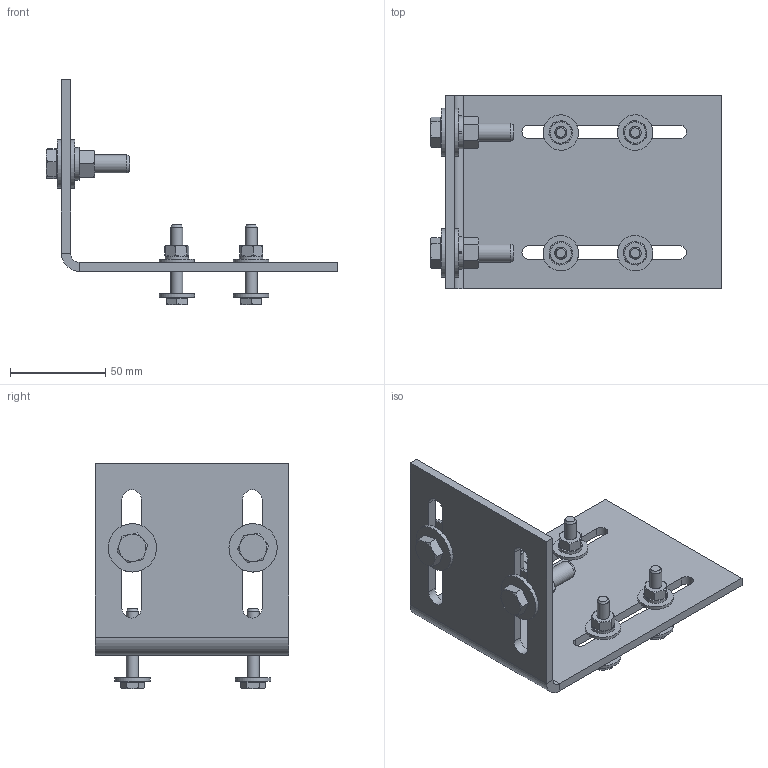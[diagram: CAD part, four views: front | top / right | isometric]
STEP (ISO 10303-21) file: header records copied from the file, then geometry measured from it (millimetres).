
FILE_DESCRIPTION(('Model 310 (MS-10)'),'2;1');
FILE_NAME('310.stp','2011-04-27T10:55:40',('GL'),('Conveyor Components Company'),'Autodesk Inventor 2011','Autodesk Inventor 2011','GL');
FILE_SCHEMA(('AUTOMOTIVE_DESIGN { 1 0 10303 214 1 1 1 1 }'));
Length unit declared in the file: inch
Products named in the file (10): 310; 20200043; Plain Washer (Inch) 1/4 - wide - Type A; Hex Nut - Inch 3/8 - 16; Plain Washer (Inch) 3/8 - wide - Type A; 20201097; 22014001; 22013425; 22011202; 22013501
Assembly tree (31 placements, depth 2):
  310
    20200043
    Plain Washer (Inch) 1/4 - wide - Type A  x8
    Hex Nut - Inch 3/8 - 16  x2
    Plain Washer (Inch) 3/8 - wide - Type A  x4
    20201097  x4
    22014001  x4
    22013425  x4
    22011202  x2
    22013501  x2
Bounding box: 153.5 x 101.6 x 118.49 mm (x, y, z)
Volume: 128852 mm3; surface area: 72206.2 mm2
Topology: 31 solids, 31 shells, 372 faces, 760 edges, 462 vertices
Faces by surface type: plane 176, cone 126, cylinder 64, torus 6
Full cylindrical faces by diameter (mm): 4.978 x4, 6.35 x4, 7.798 x2, 7.925 x8, 9.525 x2, 10.001 x4, 11.125 x4, 12.859 x2, 18.644 x8, 25.4 x4
Entity records: 3987 total; most frequent: CARTESIAN_POINT 769, DIRECTION 646, ORIENTED_EDGE 544, EDGE_CURVE 272, AXIS2_PLACEMENT_3D 269, VERTEX_POINT 176, EDGE_LOOP 174, FACE_OUTER_BOUND 136
